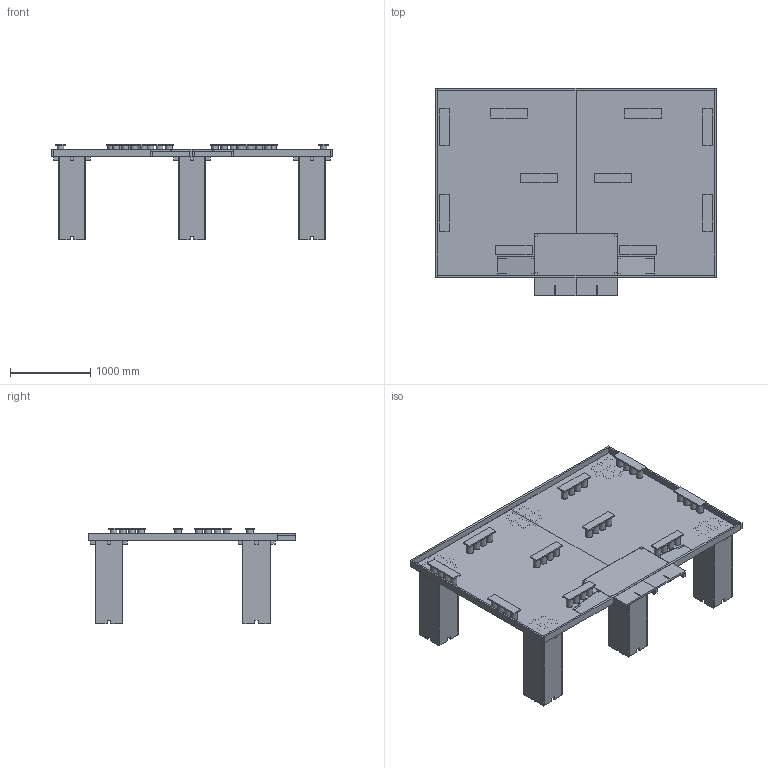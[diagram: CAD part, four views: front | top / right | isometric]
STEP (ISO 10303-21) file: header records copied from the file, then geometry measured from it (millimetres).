
FILE_DESCRIPTION(('FreeCAD Model'),'2;1');
FILE_NAME('Open CASCADE Shape Model','2025-05-02T03:32:42',('FreeCAD'),( 'FreeCAD'),'Open CASCADE STEP processor 7.6','FreeCAD','Unknown');
FILE_SCHEMA(('AUTOMOTIVE_DESIGN { 1 0 10303 214 1 1 1 1 }'));
Length unit declared in the file: millimetre
Products named in the file (1): Open CASCADE STEP translator 7.6 1
Bounding box: 3510.59 x 2587.96 x 1192.49 mm (x, y, z)
Volume: 318377152.5 mm3; surface area: 42800789.8 mm2
Topology: 113 solids, 113 shells, 878 faces, 1944 edges, 1296 vertices
Faces by surface type: bspline 878
Entity records: 22372 total; most frequent: CARTESIAN_POINT 9777, ORIENTED_EDGE 3888, EDGE_CURVE 1944, B_SPLINE_CURVE_WITH_KNOTS 1764, VERTEX_POINT 1296, FACE_BOUND 898, EDGE_LOOP 898, ADVANCED_FACE 878
